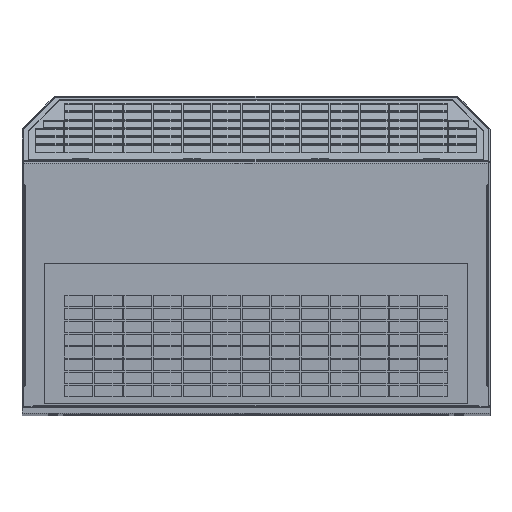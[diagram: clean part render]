
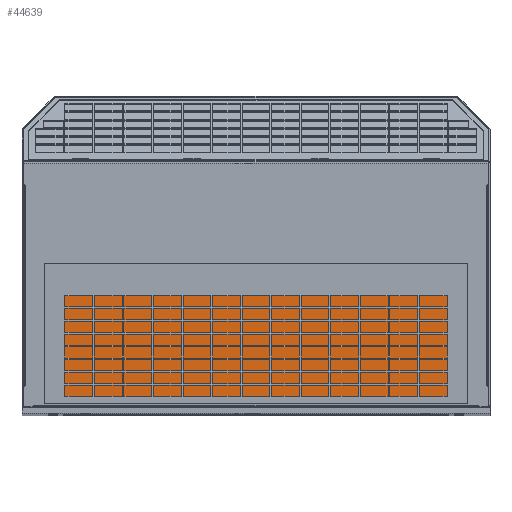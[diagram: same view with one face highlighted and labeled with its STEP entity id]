
A CAD part, top view. The second image highlights one B-rep face of the part: STEP entity #44639.
In plain terms, the highlighted face is planar.
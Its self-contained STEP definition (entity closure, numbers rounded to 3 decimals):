
#44560=DIRECTION('',(0.,0.,1.));
#44561=VECTOR('',#44560,125.);
#44562=CARTESIAN_POINT('',(190.,0.,-125.));
#44563=LINE('',#44562,#44561);
#44564=DIRECTION('',(-1.,0.,0.));
#44565=VECTOR('',#44564,380.);
#44566=CARTESIAN_POINT('',(190.,0.,0.));
#44567=LINE('',#44566,#44565);
#44568=DIRECTION('',(0.,0.,-1.));
#44569=VECTOR('',#44568,125.);
#44570=CARTESIAN_POINT('',(-190.,0.,0.));
#44571=LINE('',#44570,#44569);
#44572=DIRECTION('',(1.,0.,0.));
#44573=VECTOR('',#44572,380.);
#44574=CARTESIAN_POINT('',(-190.,0.,-125.));
#44575=LINE('',#44574,#44573);
#44608=CARTESIAN_POINT('',(190.,0.,-125.));
#44609=CARTESIAN_POINT('',(190.,0.,0.));
#44610=VERTEX_POINT('',#44608);
#44611=VERTEX_POINT('',#44609);
#44612=CARTESIAN_POINT('',(-190.,0.,0.));
#44613=VERTEX_POINT('',#44612);
#44614=CARTESIAN_POINT('',(-190.,0.,-125.));
#44615=VERTEX_POINT('',#44614);
#44624=CARTESIAN_POINT('',(0.,0.,0.));
#44625=DIRECTION('',(0.,1.,0.));
#44626=DIRECTION('',(0.,0.,1.));
#44627=AXIS2_PLACEMENT_3D('',#44624,#44625,#44626);
#44628=PLANE('',#44627);
#44630=ORIENTED_EDGE('',*,*,#44629,.T.);
#44632=ORIENTED_EDGE('',*,*,#44631,.T.);
#44634=ORIENTED_EDGE('',*,*,#44633,.T.);
#44636=ORIENTED_EDGE('',*,*,#44635,.T.);
#44637=EDGE_LOOP('',(#44630,#44632,#44634,#44636));
#44638=FACE_OUTER_BOUND('',#44637,.F.);
#44639=ADVANCED_FACE('',(#44638),#44628,.T.);
#44629=EDGE_CURVE('',#44610,#44611,#44563,.T.);
#44631=EDGE_CURVE('',#44611,#44613,#44567,.T.);
#44633=EDGE_CURVE('',#44613,#44615,#44571,.T.);
#44635=EDGE_CURVE('',#44615,#44610,#44575,.T.);
